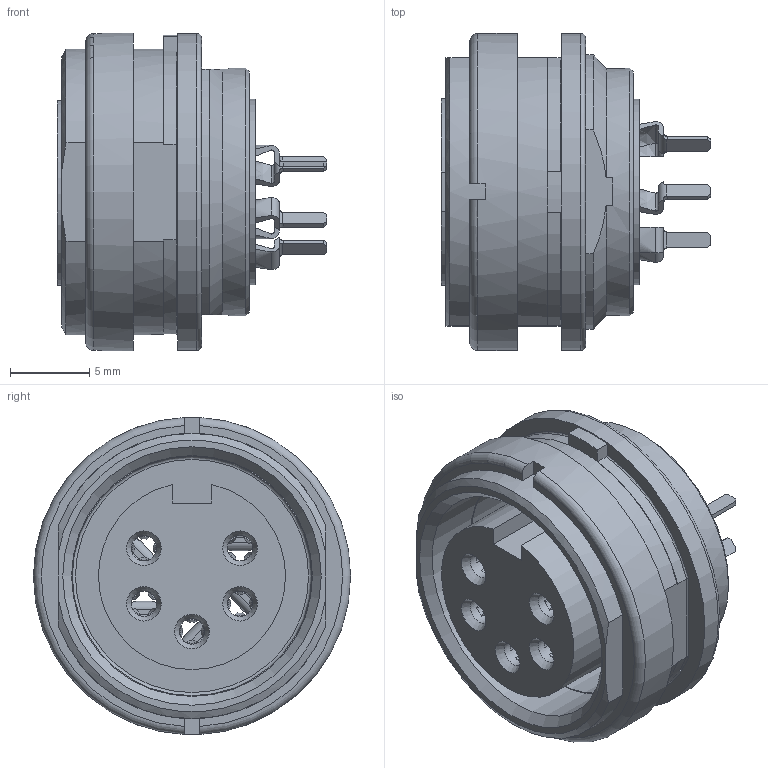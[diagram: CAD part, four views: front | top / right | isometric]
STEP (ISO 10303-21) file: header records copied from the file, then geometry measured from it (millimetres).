
FILE_DESCRIPTION(/* description */ (''),/* implementation_level */ '2;1');
FILE_NAME(/* name */ '09_0316_90_05_001_00.stp',/* time_stamp */ '2012-12-14T11:53:41+01:00',/* author */ (''),/* organization */ (''),/* preprocessor_version */ 'ST-DEVELOPER v11',/* originating_system */ 'SIEMENS UGS NX 6.0',/* authorisation */ '');
FILE_SCHEMA (('AUTOMOTIVE_DESIGN { 1 0 10303 214 1 1 1 1 }'));
Length unit declared in the file: millimetre
Products named in the file (1): kborEEC60fl4
Bounding box: 17 x 20 x 20 mm (x, y, z)
Volume: 2428.1 mm3; surface area: 2510.5 mm2
Topology: 1 solids, 1 shells, 294 faces, 776 edges, 514 vertices
Faces by surface type: plane 150, cone 72, cylinder 55, bspline 10, torus 7
Full cylindrical faces by diameter (mm): 1.6 x5, 11.7 x1, 13.85 x1, 15.1 x1, 15.188 x1, 15.6 x1, 20 x2
Entity records: 9371 total; most frequent: CARTESIAN_POINT 2421, ORIENTED_EDGE 1474, DIRECTION 1349, EDGE_CURVE 737, AXIS2_PLACEMENT_3D 510, VERTEX_POINT 500, EDGE_LOOP 359, LINE 329
